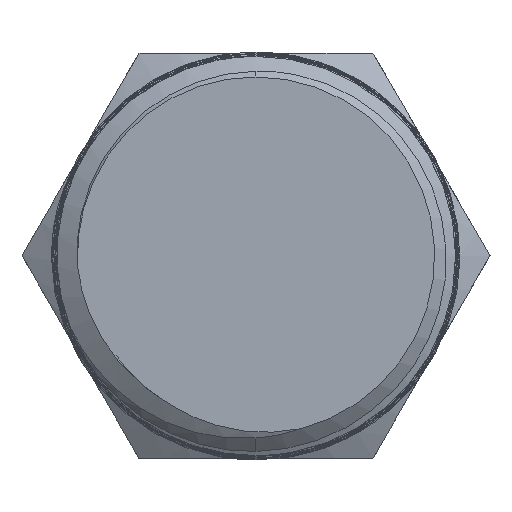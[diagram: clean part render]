
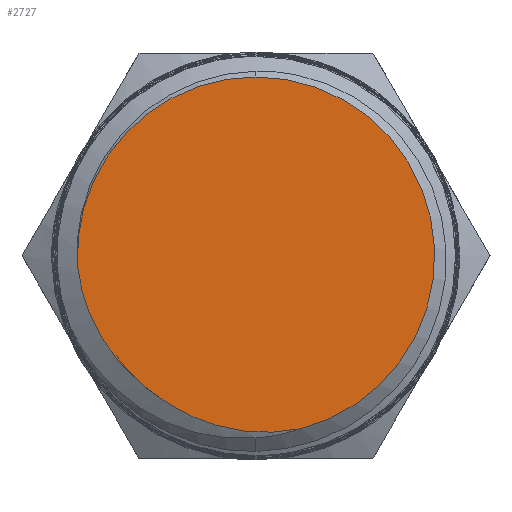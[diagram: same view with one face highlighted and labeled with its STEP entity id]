
A CAD part, front view. The second image highlights one B-rep face of the part: STEP entity #2727.
In plain terms, the highlighted planar face has unit normal (0, -1, 0).
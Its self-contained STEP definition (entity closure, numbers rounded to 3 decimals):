
#178 = CARTESIAN_POINT ( 'NONE',  ( 0., 0., 0. ) ) ;
#225 = B_SPLINE_CURVE_WITH_KNOTS ( 'NONE', 3,
 ( #1839, #4793, #3134, #593, #3561, #1025, #3990, #1443, #4405, #1857, #4817, #2290 ),
 .UNSPECIFIED., .F., .F.,
 ( 4, 2, 2, 2, 2, 4 ),
 ( 0.008, 0.009, 0.01, 0.011, 0.012, 0.013 ),
 .UNSPECIFIED. ) ;
#387 = CARTESIAN_POINT ( 'NONE',  ( -6.868, 0., -2.728 ) ) ;
#443 = CIRCLE ( 'NONE', #2195, 7.496 ) ;
#593 = CARTESIAN_POINT ( 'NONE',  ( 0.286, 0., -7.41 ) ) ;
#603 = DIRECTION ( 'NONE',  ( 0., 0., 1. ) ) ;
#645 = DIRECTION ( 'NONE',  ( 0., -1., 0. ) ) ;
#809 = CARTESIAN_POINT ( 'NONE',  ( -7.332, 0., -1.393 ) ) ;
#857 = CARTESIAN_POINT ( 'NONE',  ( -3.449, 0., -6.321 ) ) ;
#1025 = CARTESIAN_POINT ( 'NONE',  ( -0.407, 0., -7.368 ) ) ;
#1050 = ORIENTED_EDGE ( 'NONE', *, *, #4799, .T. ) ;
#1101 = FACE_OUTER_BOUND ( 'NONE', #2592, .T. ) ;
#1144 = AXIS2_PLACEMENT_3D ( 'NONE', #1271, #4237, #1689 ) ;
#1180 = ORIENTED_EDGE ( 'NONE', *, *, #4085, .F. ) ;
#1235 = CARTESIAN_POINT ( 'NONE',  ( -7.482, 0., -0.455 ) ) ;
#1271 = CARTESIAN_POINT ( 'NONE',  ( 0., 0., 0. ) ) ;
#1305 = EDGE_CURVE ( 'NONE', #4918, #3165, #4470, .T. ) ;
#1443 = CARTESIAN_POINT ( 'NONE',  ( -1.324, 0., -7.219 ) ) ;
#1635 = CARTESIAN_POINT ( 'NONE',  ( -5.219, 0., -5.019 ) ) ;
#1689 = DIRECTION ( 'NONE',  ( 0., 0., 1. ) ) ;
#1693 = CARTESIAN_POINT ( 'NONE',  ( -4.424, 0., -5.708 ) ) ;
#1839 = CARTESIAN_POINT ( 'NONE',  ( 1.89, 0., -7.254 ) ) ;
#1857 = CARTESIAN_POINT ( 'NONE',  ( -2.631, 0., -6.773 ) ) ;
#1889 = CARTESIAN_POINT ( 'NONE',  ( -3.449, 0., -6.321 ) ) ;
#2040 = CIRCLE ( 'NONE', #1144, 7.496 ) ;
#2064 = CARTESIAN_POINT ( 'NONE',  ( -4.85, 0., -5.321 ) ) ;
#2151 = ORIENTED_EDGE ( 'NONE', *, *, #2469, .T. ) ;
#2195 = AXIS2_PLACEMENT_3D ( 'NONE', #3191, #645, #3611 ) ;
#2290 = CARTESIAN_POINT ( 'NONE',  ( -3.449, 0., -6.321 ) ) ;
#2421 = B_SPLINE_CURVE_WITH_KNOTS ( 'NONE', 3,
 ( #857, #4241, #1693, #4655 ),
 .UNSPECIFIED., .F., .F.,
 ( 4, 4 ),
 ( 0., 0.002 ),
 .UNSPECIFIED. ) ;
#2468 = VERTEX_POINT ( 'NONE', #1889 ) ;
#2469 = EDGE_CURVE ( 'NONE', #3708, #3165, #443, .T. ) ;
#2486 = CARTESIAN_POINT ( 'NONE',  ( -6.142, 0., -3.951 ) ) ;
#2592 = EDGE_LOOP ( 'NONE', ( #4278, #1050, #2151, #4418, #1180 ) ) ;
#2707 = PLANE ( 'NONE',  #4198 ) ;
#2727 = ADVANCED_FACE ( 'NONE', ( #1101 ), #2707, .F. ) ;
#2919 = CARTESIAN_POINT ( 'NONE',  ( -6.53, 0., -3.353 ) ) ;
#3008 = VERTEX_POINT ( 'NONE', #3758 ) ;
#3134 = CARTESIAN_POINT ( 'NONE',  ( 0.975, 0., -7.398 ) ) ;
#3144 = DIRECTION ( 'NONE',  ( 0., 1., 0. ) ) ;
#3165 = VERTEX_POINT ( 'NONE', #4843 ) ;
#3191 = CARTESIAN_POINT ( 'NONE',  ( 0., 0., 0. ) ) ;
#3353 = CARTESIAN_POINT ( 'NONE',  ( -7.05, 0., -2.295 ) ) ;
#3520 = CARTESIAN_POINT ( 'NONE',  ( 0., 0., 7.496 ) ) ;
#3561 = CARTESIAN_POINT ( 'NONE',  ( 0.055, 0., -7.403 ) ) ;
#3611 = DIRECTION ( 'NONE',  ( 0., 0., 1. ) ) ;
#3708 = VERTEX_POINT ( 'NONE', #3520 ) ;
#3758 = CARTESIAN_POINT ( 'NONE',  ( 1.89, 0., -7.254 ) ) ;
#3767 = CARTESIAN_POINT ( 'NONE',  ( -5.553, 0., -4.686 ) ) ;
#3787 = CARTESIAN_POINT ( 'NONE',  ( -7.43, 0., -0.923 ) ) ;
#3805 = EDGE_CURVE ( 'NONE', #3008, #2468, #225, .T. ) ;
#3990 = CARTESIAN_POINT ( 'NONE',  ( -0.639, 0., -7.338 ) ) ;
#4085 = EDGE_CURVE ( 'NONE', #2468, #4918, #2421, .T. ) ;
#4198 = AXIS2_PLACEMENT_3D ( 'NONE', #178, #3144, #603 ) ;
#4237 = DIRECTION ( 'NONE',  ( 0., -1., 0. ) ) ;
#4241 = CARTESIAN_POINT ( 'NONE',  ( -3.954, 0., -6.045 ) ) ;
#4278 = ORIENTED_EDGE ( 'NONE', *, *, #3805, .F. ) ;
#4405 = CARTESIAN_POINT ( 'NONE',  ( -1.768, 0., -7.098 ) ) ;
#4418 = ORIENTED_EDGE ( 'NONE', *, *, #1305, .F. ) ;
#4470 = B_SPLINE_CURVE_WITH_KNOTS ( 'NONE', 3,
 ( #2064, #1635, #3767, #5011, #2486, #5423, #2919, #387, #3353, #809, #3787, #1235 ),
 .UNSPECIFIED., .F., .F.,
 ( 4, 2, 2, 2, 2, 4 ),
 ( 0., 0.001, 0.002, 0.003, 0.004, 0.006 ),
 .UNSPECIFIED. ) ;
#4655 = CARTESIAN_POINT ( 'NONE',  ( -4.85, 0., -5.321 ) ) ;
#4770 = CARTESIAN_POINT ( 'NONE',  ( -4.85, 0., -5.321 ) ) ;
#4793 = CARTESIAN_POINT ( 'NONE',  ( 1.434, 0., -7.348 ) ) ;
#4799 = EDGE_CURVE ( 'NONE', #3008, #3708, #2040, .T. ) ;
#4817 = CARTESIAN_POINT ( 'NONE',  ( -3.052, 0., -6.567 ) ) ;
#4843 = CARTESIAN_POINT ( 'NONE',  ( -7.482, 0., -0.455 ) ) ;
#4918 = VERTEX_POINT ( 'NONE', #4770 ) ;
#5011 = CARTESIAN_POINT ( 'NONE',  ( -6.001, 0., -4.141 ) ) ;
#5423 = CARTESIAN_POINT ( 'NONE',  ( -6.407, 0., -3.558 ) ) ;
